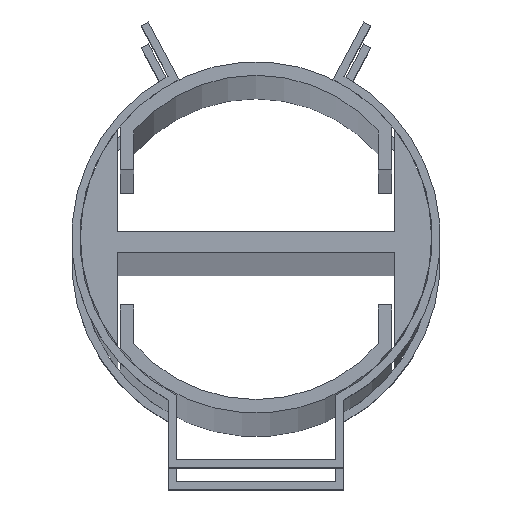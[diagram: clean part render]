
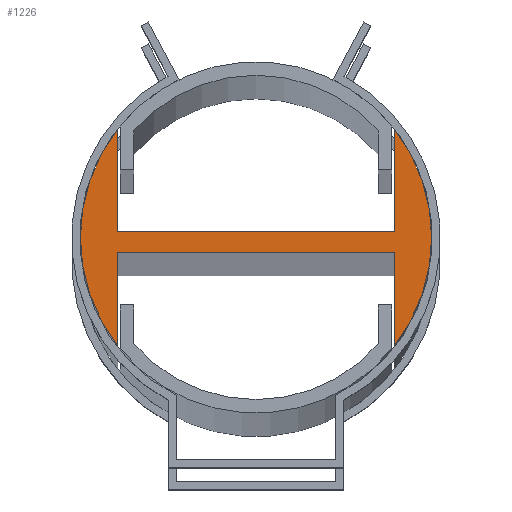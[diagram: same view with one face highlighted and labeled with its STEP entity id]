
A CAD part, top view. The second image highlights one B-rep face of the part: STEP entity #1226.
In plain terms, the highlighted planar face has unit normal (0, 0, 1).
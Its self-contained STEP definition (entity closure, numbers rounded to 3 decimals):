
#47=PLANE('',#1327);
#106=FACE_OUTER_BOUND('',#176,.T.);
#176=EDGE_LOOP('',(#967,#968,#969,#970,#971,#972,#973,#974));
#263=LINE('',#1855,#405);
#266=LINE('',#1861,#408);
#269=LINE('',#1867,#411);
#273=LINE('',#1879,#415);
#276=LINE('',#1885,#418);
#279=LINE('',#1889,#421);
#405=VECTOR('',#1501,10.);
#408=VECTOR('',#1506,10.);
#411=VECTOR('',#1511,10.);
#415=VECTOR('',#1523,10.);
#418=VECTOR('',#1528,10.);
#421=VECTOR('',#1533,10.);
#515=CIRCLE('',#1317,13.);
#517=CIRCLE('',#1323,13.);
#574=VERTEX_POINT('',#1846);
#575=VERTEX_POINT('',#1848);
#577=VERTEX_POINT('',#1854);
#579=VERTEX_POINT('',#1860);
#581=VERTEX_POINT('',#1866);
#583=VERTEX_POINT('',#1872);
#585=VERTEX_POINT('',#1878);
#587=VERTEX_POINT('',#1884);
#709=EDGE_CURVE('',#575,#574,#515,.T.);
#712=EDGE_CURVE('',#577,#575,#263,.T.);
#715=EDGE_CURVE('',#579,#577,#266,.T.);
#718=EDGE_CURVE('',#581,#579,#269,.T.);
#721=EDGE_CURVE('',#583,#581,#517,.T.);
#724=EDGE_CURVE('',#585,#583,#273,.T.);
#727=EDGE_CURVE('',#587,#585,#276,.T.);
#730=EDGE_CURVE('',#574,#587,#279,.T.);
#967=ORIENTED_EDGE('',*,*,#730,.T.);
#968=ORIENTED_EDGE('',*,*,#727,.T.);
#969=ORIENTED_EDGE('',*,*,#724,.T.);
#970=ORIENTED_EDGE('',*,*,#721,.T.);
#971=ORIENTED_EDGE('',*,*,#718,.T.);
#972=ORIENTED_EDGE('',*,*,#715,.T.);
#973=ORIENTED_EDGE('',*,*,#712,.T.);
#974=ORIENTED_EDGE('',*,*,#709,.T.);
#1226=ADVANCED_FACE('',(#106),#47,.T.);
#1317=AXIS2_PLACEMENT_3D('',#1849,#1495,#1496);
#1323=AXIS2_PLACEMENT_3D('',#1873,#1517,#1518);
#1327=AXIS2_PLACEMENT_3D('',#1890,#1534,#1535);
#1495=DIRECTION('center_axis',(0.,0.,1.));
#1496=DIRECTION('ref_axis',(-0.788,0.615,0.));
#1501=DIRECTION('',(0.,1.,0.));
#1506=DIRECTION('',(-1.,0.,0.));
#1511=DIRECTION('',(0.,-1.,0.));
#1517=DIRECTION('center_axis',(0.,0.,1.));
#1518=DIRECTION('ref_axis',(0.788,-0.615,0.));
#1523=DIRECTION('',(0.,-1.,0.));
#1528=DIRECTION('',(1.,0.,0.));
#1533=DIRECTION('',(0.,1.,0.));
#1534=DIRECTION('center_axis',(0.,0.,1.));
#1535=DIRECTION('ref_axis',(1.,0.,0.));
#1846=CARTESIAN_POINT('',(-10.25,-7.996,1000.));
#1848=CARTESIAN_POINT('',(-10.25,7.996,1000.));
#1849=CARTESIAN_POINT('Origin',(0.,0.,1000.));
#1854=CARTESIAN_POINT('',(-10.25,0.406,1000.));
#1855=CARTESIAN_POINT('',(-10.25,0.406,1000.));
#1860=CARTESIAN_POINT('',(10.25,0.406,1000.));
#1861=CARTESIAN_POINT('',(10.25,0.406,1000.));
#1866=CARTESIAN_POINT('',(10.25,7.996,1000.));
#1867=CARTESIAN_POINT('',(10.25,7.996,1000.));
#1872=CARTESIAN_POINT('',(10.25,-7.996,1000.));
#1873=CARTESIAN_POINT('Origin',(0.,0.,1000.));
#1878=CARTESIAN_POINT('',(10.25,-1.094,1000.));
#1879=CARTESIAN_POINT('',(10.25,-1.094,1000.));
#1884=CARTESIAN_POINT('',(-10.25,-1.094,1000.));
#1885=CARTESIAN_POINT('',(-10.25,-1.094,1000.));
#1889=CARTESIAN_POINT('',(-10.25,-7.996,1000.));
#1890=CARTESIAN_POINT('Origin',(0.,0.,
1000.));
